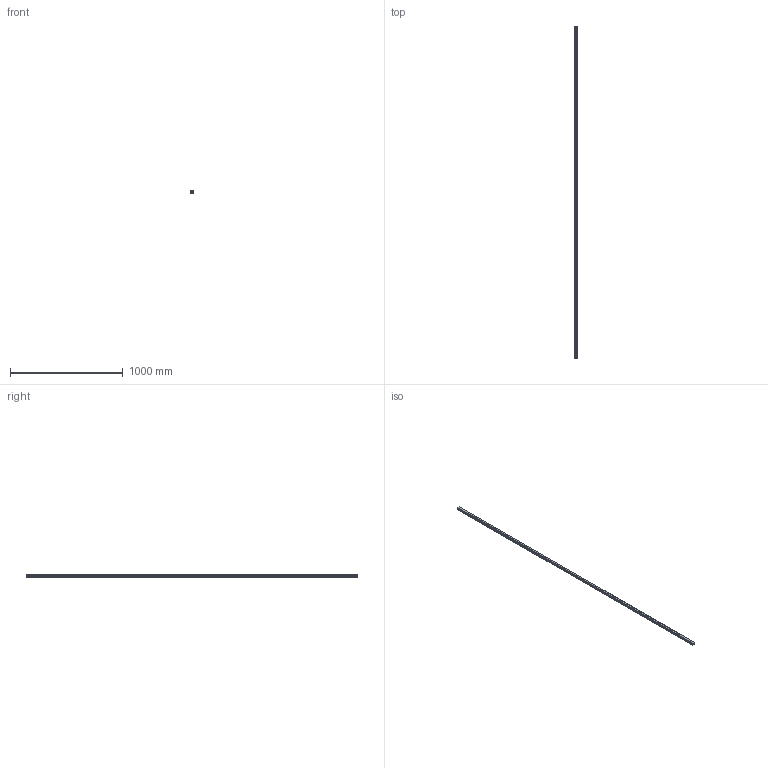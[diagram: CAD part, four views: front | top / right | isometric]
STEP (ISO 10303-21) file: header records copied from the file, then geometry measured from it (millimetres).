
FILE_DESCRIPTION(('STEP AP214'),'1');
FILE_NAME('cctmp_429CB320-414E-4841-AC8E-A34E1B936B94_2021_01_25_14_51_38_0494..stp','2021-01-25T13:51:38',('HIWIN GmbH'),('CADClick - www.CADClick.com'),'Spatial InterOp 3D',' ','unknown authorization');
FILE_SCHEMA(('AUTOMOTIVE_DESIGN'));
Length unit declared in the file: millimetre
Products named in the file (1): HGR25T2950C_FILE
Bounding box: 23 x 2950 x 22 mm (x, y, z)
Volume: 1275495 mm3; surface area: 280012.1 mm2
Topology: 1 solids, 1 shells, 454 faces, 1393 edges, 847 vertices
Faces by surface type: plane 236, cylinder 120, cone 98
Entity records: 18695 total; most frequent: DIRECTION 2837, CARTESIAN_POINT 2597, ORIENTED_EDGE 2590, EDGE_CURVE 1295, AXIS2_PLACEMENT_3D 1087, VERTEX_POINT 847, LINE 663, VECTOR 663
